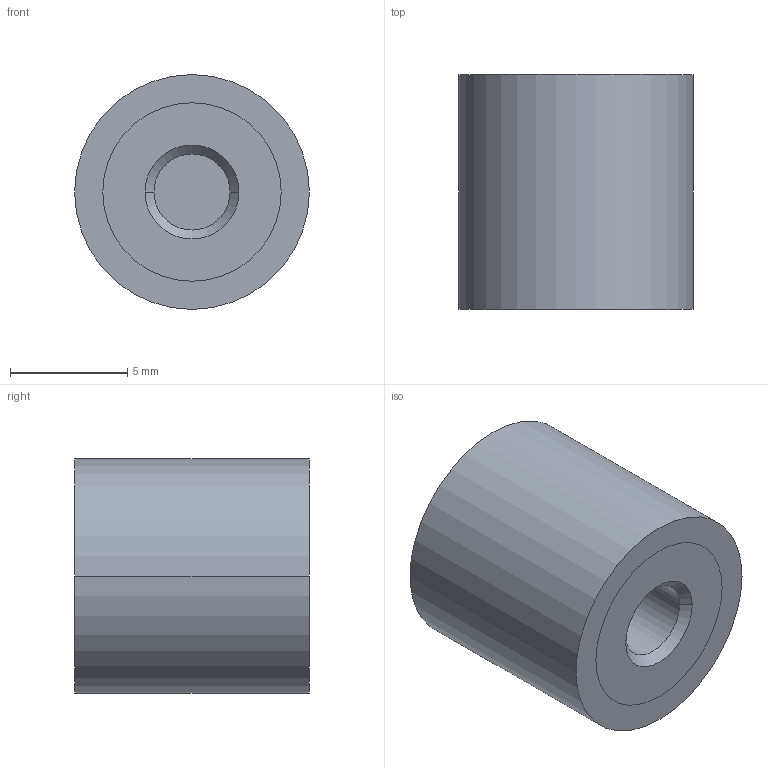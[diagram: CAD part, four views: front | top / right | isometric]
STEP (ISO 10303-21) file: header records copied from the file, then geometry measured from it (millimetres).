
FILE_DESCRIPTION(('STEP AP214'),'1');
FILE_NAME(' ',' ',('TraceParts'),('TraceParts S.A.'),'XStep 1.0',' ',' ');
FILE_SCHEMA(('automotive_design'));
Length unit declared in the file: millimetre
Products named in the file (3): 1; 2; 3
Bounding box: 10 x 10 x 10 mm (x, y, z)
Volume: 746.4 mm3; surface area: 1132.6 mm2
Topology: 3 solids, 3 shells, 48 faces, 96 edges, 58 vertices
Faces by surface type: cylinder 24, plane 12, cone 12
Entity records: 2416 total; most frequent: DIRECTION 250, CARTESIAN_POINT 201, STYLED_ITEM 198, PRESENTATION_STYLE_ASSIGNMENT 198, COLOUR_RGB 198, ORIENTED_EDGE 184, AXIS2_PLACEMENT_3D 107, EDGE_CURVE 92
